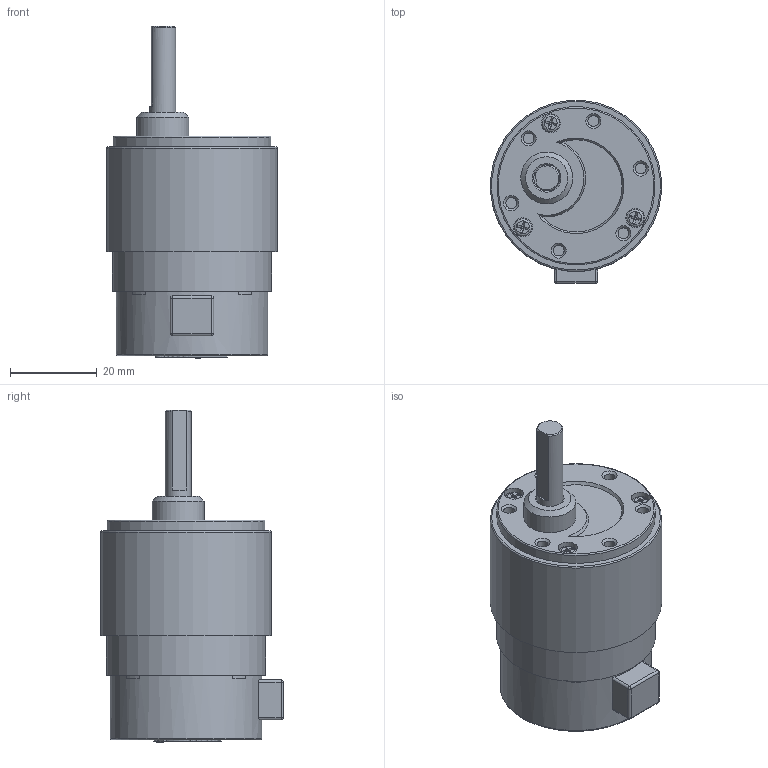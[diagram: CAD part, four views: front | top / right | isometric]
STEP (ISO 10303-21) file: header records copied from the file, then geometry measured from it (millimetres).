
FILE_DESCRIPTION(/* description */ (''),/* implementation_level */ '2;1');
FILE_NAME(/* name */ 'SM158_51,3',/* time_stamp */ '2020-11-05T23:02:02+01:00',/* author */ (''),/* organization */ (''),/* preprocessor_version */ 'ST-DEVELOPER v11',/* originating_system */ 'UGS - NX 5.0',/* authorisation */ '');
FILE_SCHEMA (('AUTOMOTIVE_DESIGN { 1 0 10303 214 1 1 1 1 }'));
Length unit declared in the file: millimetre
Products named in the file (1): Luig0774cfi1
Bounding box: 39.45 x 42.22 x 76.75 mm (x, y, z)
Volume: 32769.2 mm3; surface area: 19234.4 mm2
Topology: 1 solids, 15 shells, 494 faces, 1177 edges, 765 vertices
Faces by surface type: plane 298, cylinder 132, cone 27, bspline 18, torus 15, sphere 4
Full cylindrical faces by diameter (mm): 1.6 x3, 2 x3, 2.5 x6, 2.65 x3, 2.7 x3, 3.5 x5, 4 x6, 4.4 x6, 6 x2, 8.2 x1, 12 x1, 24.25 x1, 35 x1, 36.6 x1, 36.8 x1, 37.3 x1, 39.6 x1
Entity records: 15711 total; most frequent: CARTESIAN_POINT 3192, DIRECTION 2280, ORIENTED_EDGE 2180, EDGE_CURVE 1090, AXIS2_PLACEMENT_3D 830, VERTEX_POINT 744, LINE 620, VECTOR 620
